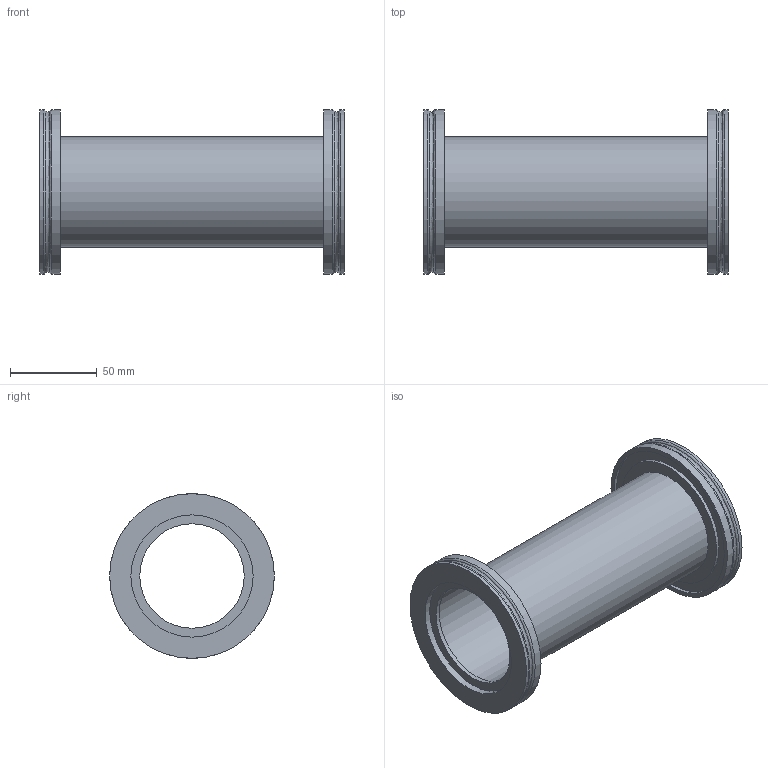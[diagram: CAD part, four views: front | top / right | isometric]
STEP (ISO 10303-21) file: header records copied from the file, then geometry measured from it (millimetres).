
FILE_DESCRIPTION (( 'STEP AP214' ), '1' );
FILE_NAME ('P1ISOK63176 FULLVAC.STEP', '2019-09-24T13:24:19', ( '' ), ( '' ), 'SwSTEP 2.0', 'SolidWorks 2017', '' );
FILE_SCHEMA (( 'AUTOMOTIVE_DESIGN' ));
Length unit declared in the file: millimetre
Products named in the file (3): 2^P1ISOK63176; 1^P1ISOK63176; P1ISOK63176 FULLVAC
Assembly tree (3 placements, depth 2):
  P1ISOK63176 FULLVAC
    1^P1ISOK63176
    2^P1ISOK63176  x2
Bounding box: 175.8 x 95 x 95 mm (x, y, z)
Volume: 132586.6 mm3; surface area: 95930.9 mm2
Topology: 3 solids, 3 shells, 40 faces, 74 edges, 48 vertices
Faces by surface type: cylinder 16, plane 14, bspline 8, cone 2
Full cylindrical faces by diameter (mm): 60.2 x3, 63.5 x3, 70.5 x2, 77.2 x2, 89.9 x2, 95 x4
Entity records: 906 total; most frequent: CARTESIAN_POINT 186, DIRECTION 90, AXIS2_PLACEMENT_3D 45, EDGE_LOOP 44, ORIENTED_EDGE 44, FACE_OUTER_BOUND 35, UNCERTAINTY_MEASURE_WITH_UNIT 29, SURFACE_STYLE_FILL_AREA 26
